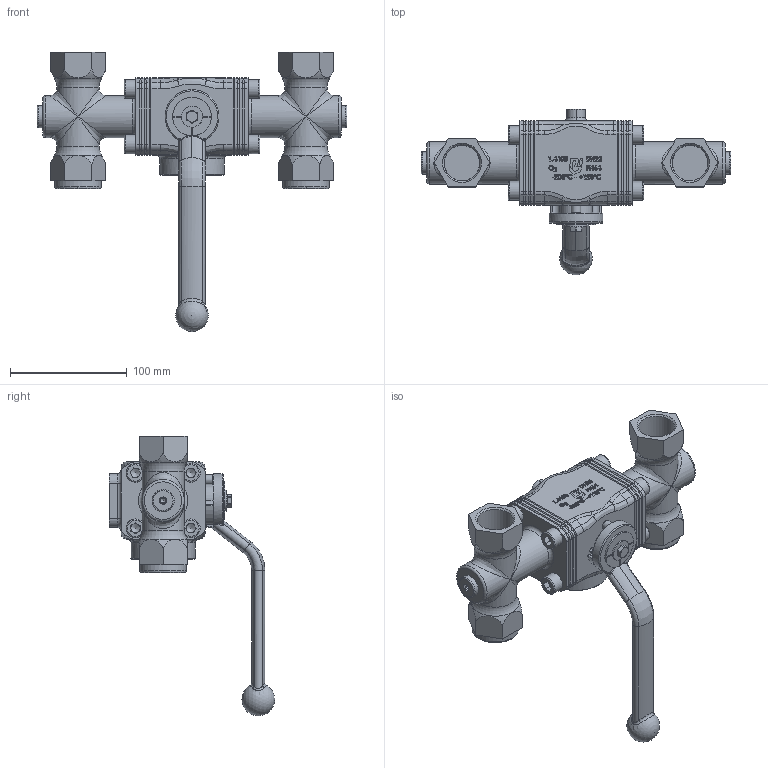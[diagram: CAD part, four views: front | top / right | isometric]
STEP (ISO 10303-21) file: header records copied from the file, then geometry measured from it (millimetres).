
FILE_DESCRIPTION(('HOOPS Exchange Step'),'2;1');
FILE_NAME('GK1600_DN25.stp','2025-12-18T13:07:14+01:00',('nieru'),('Unknown organisation'),'HOOPS Exchange 2024.2','HOOPS Exchange','Unknown authorisation');
FILE_SCHEMA( ('AP203_CONFIGURATION_CONTROLLED_3D_DESIGN_OF_MECHANICAL_PARTS_AND_ASSEMBLIES_MIM_LF') );
Length unit declared in the file: millimetre
Products named in the file (2): 0; root
Assembly tree (1 placements, depth 2):
  root
    0
Bounding box: 265 x 141.4 x 238.97 mm (x, y, z)
Volume: 779935.7 mm3; surface area: 133563.5 mm2
Topology: 1 solids, 9 shells, 1110 faces, 2981 edges, 1936 vertices
Faces by surface type: plane 544, bspline 245, cylinder 204, torus 89, cone 26, sphere 2
Full cylindrical faces by diameter (mm): 4.6 x3, 5 x1, 6.2 x2, 8 x1, 8.5 x2, 8.9 x1, 10 x8, 10.5 x8, 16 x8, 17.3 x2, 18 x1, 19 x2, 30.75 x2, 33 x1, 36 x8, 39.25 x1, 39.9 x2, 55 x1
Entity records: 54562 total; most frequent: CARTESIAN_POINT 28643, ORIENTED_EDGE 5888, DIRECTION 4480, EDGE_CURVE 2944, VERTEX_POINT 1936, AXIS2_PLACEMENT_3D 1528, VECTOR 1424, LINE 1424
